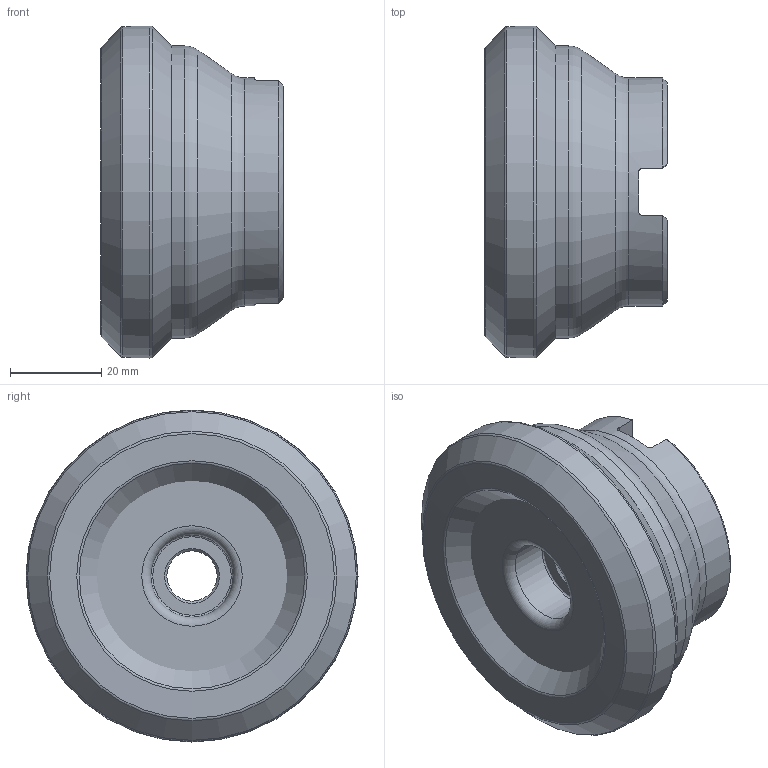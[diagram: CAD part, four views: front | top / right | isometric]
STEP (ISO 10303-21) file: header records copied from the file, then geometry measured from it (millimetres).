
FILE_DESCRIPTION(/* description */ (''),/* implementation_level */ '2;1');
FILE_NAME(/* name */ '63A05R_S45OD06D_SIM.stp',/* time_stamp */ '2020-01-13T13:36:20+01:00',/* author */ (''),/* organization */ (''),/* preprocessor_version */ 'ST-DEVELOPER v16.7',/* originating_system */ 'SIEMENS PLM Software NX 12.0',/* authorisation */ '');
FILE_SCHEMA (('AUTOMOTIVE_DESIGN { 1 0 10303 214 3 1 1 1 }'));
Length unit declared in the file: millimetre
Products named in the file (1): wq70379CAA9F17bx
Bounding box: 39.99 x 72.72 x 72.72 mm (x, y, z)
Volume: 129470 mm3; surface area: 24736 mm2
Topology: 2 solids, 2 shells, 60 faces, 131 edges, 76 vertices
Faces by surface type: plane 17, revolution 14, cone 13, cylinder 10, torus 6
Full cylindrical faces by diameter (mm): 11 x1, 18 x1, 22 x1, 23 x1, 50 x1, 64 x1
Entity records: 1637 total; most frequent: CARTESIAN_POINT 451, DIRECTION 234, ORIENTED_EDGE 182, EDGE_LOOP 100, AXIS2_PLACEMENT_3D 98, EDGE_CURVE 91, FACE_BOUND 80, VERTEX_POINT 71
